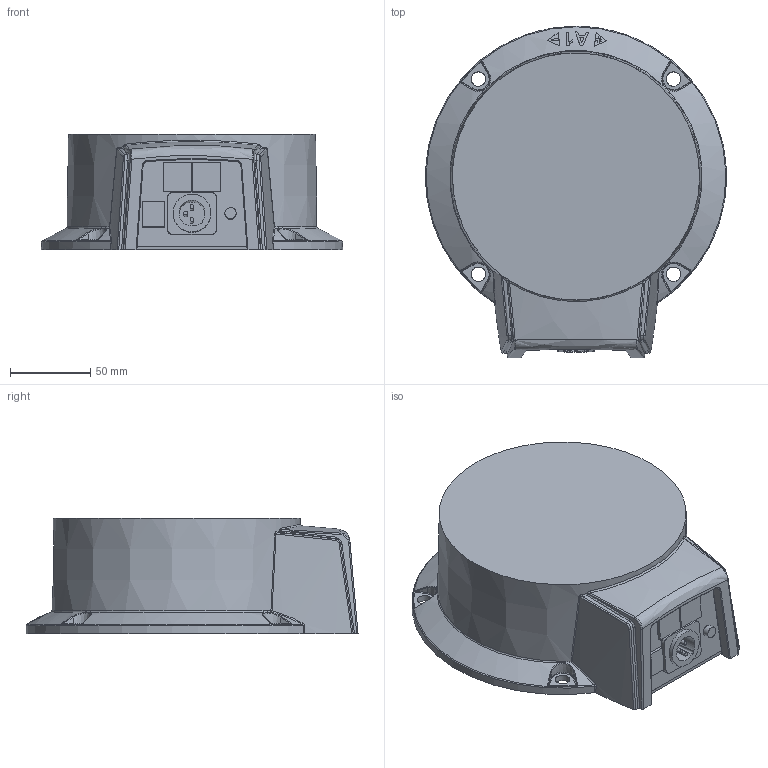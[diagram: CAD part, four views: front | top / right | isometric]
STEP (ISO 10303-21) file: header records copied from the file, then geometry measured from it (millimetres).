
FILE_DESCRIPTION( ( '' ), ' ' );
FILE_NAME( '5858eb51112be6126affa668.step', '2016-12-20T08:26:58', ( '' ), ( '' ), ' ', ' ', ' ' );
FILE_SCHEMA( ( 'AUTOMOTIVE_DESIGN { 1 0 10303 214 1 1 1 1 }' ) );
Length unit declared in the file: metre
Products named in the file (1): Base
Bounding box: 187.74 x 206.92 x 72 mm (x, y, z)
Volume: 1478373.3 mm3; surface area: 126079.6 mm2
Topology: 1 solids, 1 shells, 317 faces, 797 edges, 503 vertices
Faces by surface type: plane 118, bspline 95, cylinder 66, cone 20, revolution 18
Full cylindrical faces by diameter (mm): 2.2 x3, 2.39 x3, 2.8 x3, 3.4 x3, 7 x1, 9 x4, 23.6 x2, 24.5 x1
Entity records: 15543 total; most frequent: CARTESIAN_POINT 6574, ORIENTED_EDGE 1506, DIRECTION 1006, EDGE_CURVE 753, VERTEX_POINT 486, AXIS2_PLACEMENT_3D 384, EDGE_LOOP 379, B_SPLINE_CURVE_WITH_KNOTS 338
